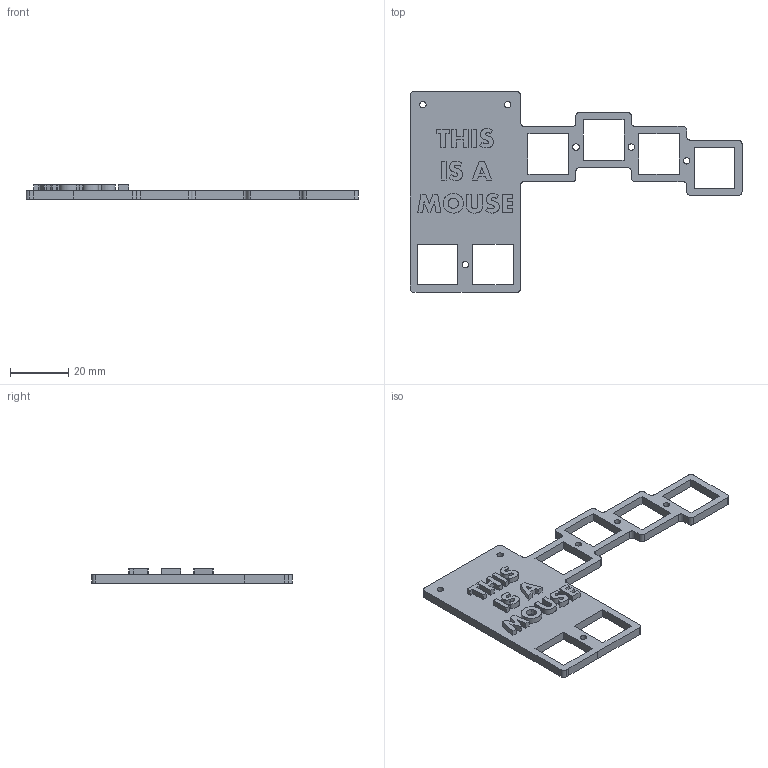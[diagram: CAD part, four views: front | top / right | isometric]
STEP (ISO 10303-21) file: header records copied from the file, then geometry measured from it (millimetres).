
FILE_DESCRIPTION(('HOOPS Exchange Step'),'2;1');
FILE_NAME('temp_export','2023-06-10T13:28:16-04:00',('jscotto'),('Shapr3D Limited'),'HOOPS Exchange 2022.2','Shapr3D','Authorized');
FILE_SCHEMA( ('AUTOMOTIVE_DESIGN { 1 0 10303 214 1 1 1 1 }') );
Length unit declared in the file: millimetre
Products named in the file (1): Plate
Bounding box: 114.25 x 69 x 5 mm (x, y, z)
Volume: 9105.9 mm3; surface area: 8700.8 mm2
Topology: 1 solids, 1 shells, 184 faces, 504 edges, 336 vertices
Faces by surface type: plane 140, cylinder 26, bspline 18
Full cylindrical faces by diameter (mm): 2.2 x6
Entity records: 6868 total; most frequent: CARTESIAN_POINT 2187, ORIENTED_EDGE 1008, DIRECTION 854, EDGE_CURVE 504, VECTOR 416, LINE 416, VERTEX_POINT 336, EDGE_LOOP 222
